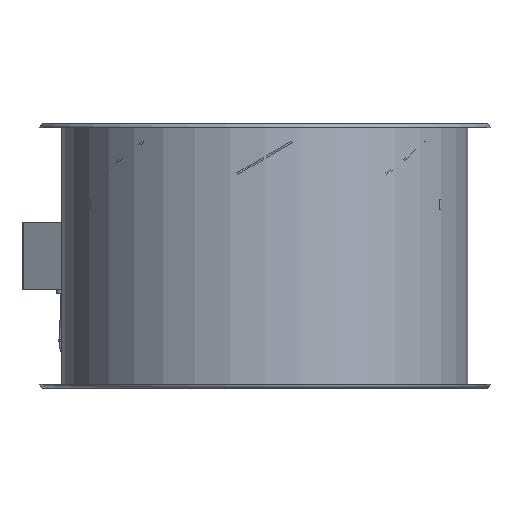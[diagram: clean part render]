
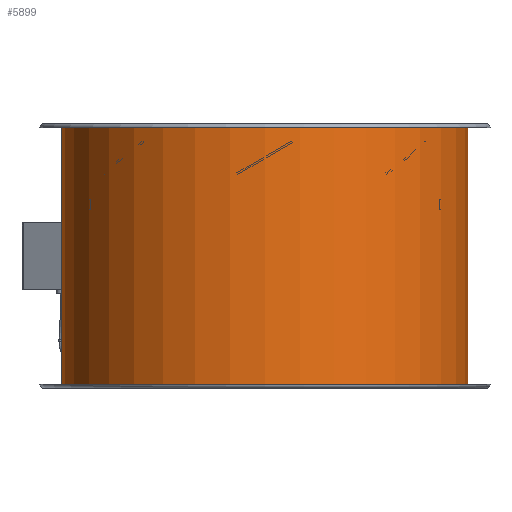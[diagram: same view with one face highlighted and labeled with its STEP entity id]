
A CAD part, front view. The second image highlights one B-rep face of the part: STEP entity #5899.
In plain terms, the highlighted cylindrical face has radius 230 mm (diameter 460 mm), a partial arc.
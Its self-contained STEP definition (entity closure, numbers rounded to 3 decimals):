
#5741 = VERTEX_POINT ( 'NONE', #9890 ) ;
#5743 = EDGE_CURVE ( 'NONE', #5741, #5744, #9889, .T. ) ;
#5744 = VERTEX_POINT ( 'NONE', #9884 ) ;
#5783 = EDGE_CURVE ( 'NONE', #5803, #5802, #9933, .T. ) ;
#5802 = VERTEX_POINT ( 'NONE', #10016 ) ;
#5803 = VERTEX_POINT ( 'NONE', #10015 ) ;
#5805 = EDGE_CURVE ( 'NONE', #5803, #5741, #10014, .T. ) ;
#5809 = EDGE_CURVE ( 'NONE', #5802, #5744, #10005, .T. ) ;
#5899 = ADVANCED_FACE ( 'NONE', ( #10172 ), #10171, .T. ) ;
#5900 = ORIENTED_EDGE ( 'NONE', *, *, #5805, .F. ) ;
#5901 = ORIENTED_EDGE ( 'NONE', *, *, #5783, .T. ) ;
#5902 = ORIENTED_EDGE ( 'NONE', *, *, #5809, .T. ) ;
#5903 = ORIENTED_EDGE ( 'NONE', *, *, #5743, .F. ) ;
#5923 = EDGE_LOOP ( 'NONE', ( #5900, #5901, #5902, #5903 ) ) ;
#9884 = CARTESIAN_POINT ( 'NONE',  ( 230., 0., -5. ) ) ;
#9885 = DIRECTION ( 'NONE',  ( 1., 0., 0. ) ) ;
#9886 = DIRECTION ( 'NONE',  ( 0., 0., 1. ) ) ;
#9887 = CARTESIAN_POINT ( 'NONE',  ( 0., 0., -5. ) ) ;
#9888 = AXIS2_PLACEMENT_3D ( 'NONE', #9887, #9886, #9885 ) ;
#9889 = CIRCLE ( 'NONE', #9888, 230. ) ;
#9890 = CARTESIAN_POINT ( 'NONE',  ( -230., 0., -5. ) ) ;
#9929 = DIRECTION ( 'NONE',  ( 1., 0., 0. ) ) ;
#9930 = DIRECTION ( 'NONE',  ( 0., 0., 1. ) ) ;
#9931 = CARTESIAN_POINT ( 'NONE',  ( 0., 0., -295. ) ) ;
#9932 = AXIS2_PLACEMENT_3D ( 'NONE', #9931, #9930, #9929 ) ;
#9933 = CIRCLE ( 'NONE', #9932, 230. ) ;
#10002 = DIRECTION ( 'NONE',  ( 0., 0., 1. ) ) ;
#10003 = VECTOR ( 'NONE', #10002, 1000. ) ;
#10004 = CARTESIAN_POINT ( 'NONE',  ( 230., 0., 42.986 ) ) ;
#10005 = LINE ( 'NONE', #10004, #10003 ) ;
#10011 = DIRECTION ( 'NONE',  ( 0., 0., 1. ) ) ;
#10012 = VECTOR ( 'NONE', #10011, 1000. ) ;
#10013 = CARTESIAN_POINT ( 'NONE',  ( -230., 0., 42.986 ) ) ;
#10014 = LINE ( 'NONE', #10013, #10012 ) ;
#10015 = CARTESIAN_POINT ( 'NONE',  ( -230., 0., -295. ) ) ;
#10016 = CARTESIAN_POINT ( 'NONE',  ( 230., 0., -295. ) ) ;
#10166 = DIRECTION ( 'NONE',  ( 1., 0., 0. ) ) ;
#10167 = DIRECTION ( 'NONE',  ( 0., 0., 1. ) ) ;
#10168 = CARTESIAN_POINT ( 'NONE',  ( 0., 0., 42.986 ) ) ;
#10169 = AXIS2_PLACEMENT_3D ( 'NONE', #10168, #10167, #10166 ) ;
#10171 = CYLINDRICAL_SURFACE ( 'NONE', #10169, 230. ) ;
#10172 = FACE_OUTER_BOUND ( 'NONE', #5923, .T. ) ;
